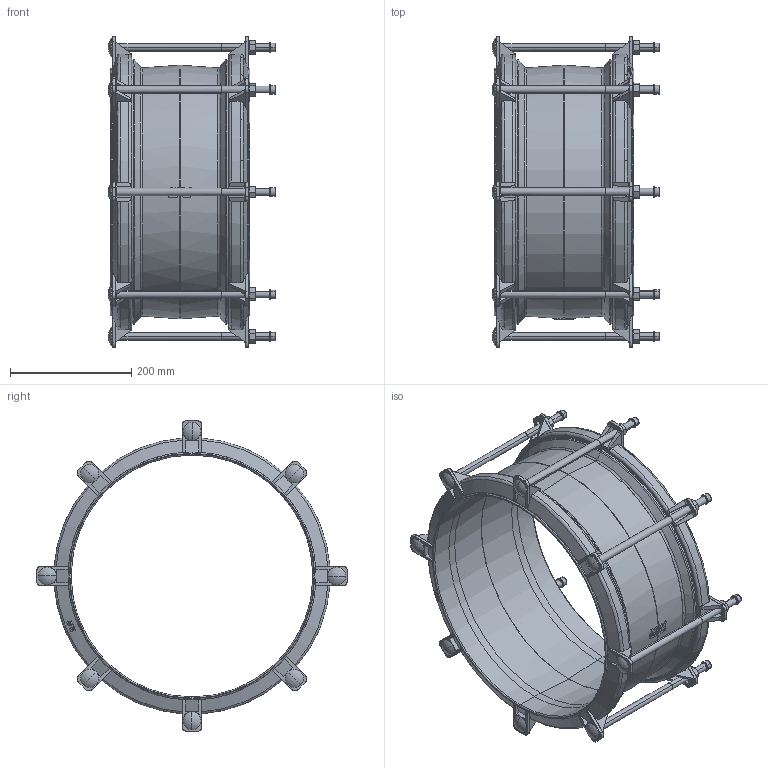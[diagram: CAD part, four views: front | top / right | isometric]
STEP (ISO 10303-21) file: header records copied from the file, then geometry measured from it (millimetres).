
FILE_DESCRIPTION (( 'STEP AP203' ), '1' );
FILE_NAME ('O_601_A_DN350_372-396mm_001XXXX_AA1_step.step', '2015-08-25T11:58:03', ( 'Windows User' ), ( 'AVK' ), 'SwSTEP 2.0', 'SolidWorks 2012', '' );
FILE_SCHEMA (( 'CONFIG_CONTROL_DESIGN' ));
Length unit declared in the file: millimetre
Products named in the file (1): O_601_A_DN350_372-396mm_001XXXX_AA1_step
Bounding box: 276.5 x 513 x 513.02 mm (x, y, z)
Volume: 3981953.8 mm3; surface area: 840171.9 mm2
Topology: 1 solids, 1 shells, 1439 faces, 3892 edges, 2428 vertices
Faces by surface type: plane 589, cylinder 495, cone 169, torus 74, bspline 64, sphere 48
Entity records: 50815 total; most frequent: CARTESIAN_POINT 17140, ORIENTED_EDGE 7720, DIRECTION 6288, EDGE_CURVE 3860, VERTEX_POINT 2428, AXIS2_PLACEMENT_3D 2366, LINE 1556, VECTOR 1556
